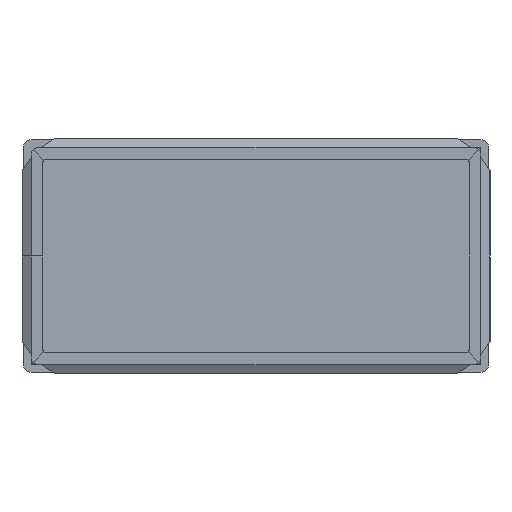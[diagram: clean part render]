
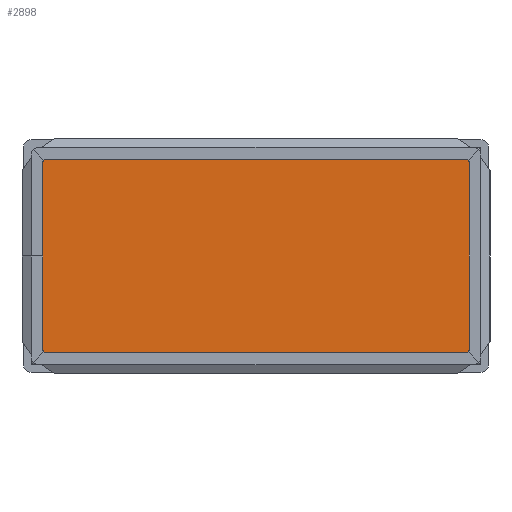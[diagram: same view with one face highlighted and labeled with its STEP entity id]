
A CAD part, front view. The second image highlights one B-rep face of the part: STEP entity #2898.
In plain terms, the highlighted planar face has unit normal (0, -1, 0).
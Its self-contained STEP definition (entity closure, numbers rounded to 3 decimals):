
#106 = CARTESIAN_POINT ( 'NONE',  ( -27.5, 19., 12.5 ) ) ;
#108 = ORIENTED_EDGE ( 'NONE', *, *, #208, .T. ) ;
#121 = CIRCLE ( 'NONE', #1925, 0.5 ) ;
#148 = VERTEX_POINT ( 'NONE', #589 ) ;
#150 = LINE ( 'NONE', #654, #175 ) ;
#173 = EDGE_CURVE ( 'NONE', #2335, #2070, #150, .T. ) ;
#175 = VECTOR ( 'NONE', #1885, 1000. ) ;
#184 = CIRCLE ( 'NONE', #1894, 0.5 ) ;
#208 = EDGE_CURVE ( 'NONE', #1838, #2475, #1322, .T. ) ;
#223 = DIRECTION ( 'NONE',  ( 0., 0., 1. ) ) ;
#249 = ORIENTED_EDGE ( 'NONE', *, *, #1541, .F. ) ;
#348 = ORIENTED_EDGE ( 'NONE', *, *, #2097, .F. ) ;
#384 = DIRECTION ( 'NONE',  ( 0., 0., 1. ) ) ;
#478 = CIRCLE ( 'NONE', #904, 0.5 ) ;
#482 = LINE ( 'NONE', #1470, #3132 ) ;
#527 = DIRECTION ( 'NONE',  ( 0., -1., 0. ) ) ;
#589 = CARTESIAN_POINT ( 'NONE',  ( -27.5, 19., 0. ) ) ;
#647 = DIRECTION ( 'NONE',  ( 0., -1., 0. ) ) ;
#654 = CARTESIAN_POINT ( 'NONE',  ( -27.5, 19., -12.5 ) ) ;
#703 = VERTEX_POINT ( 'NONE', #2717 ) ;
#739 = DIRECTION ( 'NONE',  ( 0., 0., 1. ) ) ;
#880 = CARTESIAN_POINT ( 'NONE',  ( 27., 19., -12. ) ) ;
#891 = LINE ( 'NONE', #106, #2714 ) ;
#904 = AXIS2_PLACEMENT_3D ( 'NONE', #1999, #2939, #223 ) ;
#956 = DIRECTION ( 'NONE',  ( 0., 1., 0. ) ) ;
#1117 = DIRECTION ( 'NONE',  ( 0., -1., 0. ) ) ;
#1138 = CARTESIAN_POINT ( 'NONE',  ( 27.5, 19., -12. ) ) ;
#1140 = CARTESIAN_POINT ( 'NONE',  ( 27.5, 19., 12. ) ) ;
#1189 = DIRECTION ( 'NONE',  ( 0., 0., 1. ) ) ;
#1322 = CIRCLE ( 'NONE', #2971, 0.5 ) ;
#1370 = VECTOR ( 'NONE', #1189, 1000. ) ;
#1470 = CARTESIAN_POINT ( 'NONE',  ( -27.5, 19., -12.5 ) ) ;
#1514 = AXIS2_PLACEMENT_3D ( 'NONE', #2175, #956, #3160 ) ;
#1516 = CARTESIAN_POINT ( 'NONE',  ( 27., 19., 12.5 ) ) ;
#1541 = EDGE_CURVE ( 'NONE', #2685, #148, #482, .T. ) ;
#1596 = ORIENTED_EDGE ( 'NONE', *, *, #2844, .T. ) ;
#1652 = CARTESIAN_POINT ( 'NONE',  ( 27.5, 19., -12.5 ) ) ;
#1674 = VECTOR ( 'NONE', #1937, 1000. ) ;
#1757 = CARTESIAN_POINT ( 'NONE',  ( 27., 19., 12. ) ) ;
#1838 = VERTEX_POINT ( 'NONE', #1140 ) ;
#1860 = EDGE_LOOP ( 'NONE', ( #2815, #108, #348, #2169, #1956, #249, #1596, #1875, #2023 ) ) ;
#1874 = DIRECTION ( 'NONE',  ( 1., 0., 0. ) ) ;
#1875 = ORIENTED_EDGE ( 'NONE', *, *, #173, .F. ) ;
#1885 = DIRECTION ( 'NONE',  ( -1., 0., 0. ) ) ;
#1894 = AXIS2_PLACEMENT_3D ( 'NONE', #2080, #1117, #384 ) ;
#1918 = CARTESIAN_POINT ( 'NONE',  ( -27.5, 19., -12.5 ) ) ;
#1925 = AXIS2_PLACEMENT_3D ( 'NONE', #880, #647, #2536 ) ;
#1937 = DIRECTION ( 'NONE',  ( 0., 0., -1. ) ) ;
#1956 = ORIENTED_EDGE ( 'NONE', *, *, #3153, .F. ) ;
#1999 = CARTESIAN_POINT ( 'NONE',  ( -27., 19., -12. ) ) ;
#2002 = DIRECTION ( 'NONE',  ( 0., 0., 1. ) ) ;
#2023 = ORIENTED_EDGE ( 'NONE', *, *, #2678, .T. ) ;
#2033 = EDGE_CURVE ( 'NONE', #703, #2557, #184, .T. ) ;
#2070 = VERTEX_POINT ( 'NONE', #2857 ) ;
#2080 = CARTESIAN_POINT ( 'NONE',  ( -27., 19., 12. ) ) ;
#2097 = EDGE_CURVE ( 'NONE', #703, #2475, #891, .T. ) ;
#2169 = ORIENTED_EDGE ( 'NONE', *, *, #2033, .T. ) ;
#2175 = CARTESIAN_POINT ( 'NONE',  ( 0., 19., 0. ) ) ;
#2304 = CARTESIAN_POINT ( 'NONE',  ( -27.5, 19., -12. ) ) ;
#2335 = VERTEX_POINT ( 'NONE', #3060 ) ;
#2396 = LINE ( 'NONE', #1918, #1370 ) ;
#2471 = FACE_OUTER_BOUND ( 'NONE', #1860, .T. ) ;
#2475 = VERTEX_POINT ( 'NONE', #1516 ) ;
#2504 = PLANE ( 'NONE',  #1514 ) ;
#2536 = DIRECTION ( 'NONE',  ( 0., 0., 1. ) ) ;
#2557 = VERTEX_POINT ( 'NONE', #2956 ) ;
#2622 = VERTEX_POINT ( 'NONE', #1138 ) ;
#2678 = EDGE_CURVE ( 'NONE', #2335, #2622, #121, .T. ) ;
#2685 = VERTEX_POINT ( 'NONE', #2304 ) ;
#2714 = VECTOR ( 'NONE', #1874, 1000. ) ;
#2717 = CARTESIAN_POINT ( 'NONE',  ( -27., 19., 12.5 ) ) ;
#2810 = EDGE_CURVE ( 'NONE', #1838, #2622, #2938, .T. ) ;
#2815 = ORIENTED_EDGE ( 'NONE', *, *, #2810, .F. ) ;
#2844 = EDGE_CURVE ( 'NONE', #2685, #2070, #478, .T. ) ;
#2857 = CARTESIAN_POINT ( 'NONE',  ( -27., 19., -12.5 ) ) ;
#2898 = ADVANCED_FACE ( 'NONE', ( #2471 ), #2504, .F. ) ;
#2938 = LINE ( 'NONE', #1652, #1674 ) ;
#2939 = DIRECTION ( 'NONE',  ( 0., -1., 0. ) ) ;
#2956 = CARTESIAN_POINT ( 'NONE',  ( -27.5, 19., 12. ) ) ;
#2971 = AXIS2_PLACEMENT_3D ( 'NONE', #1757, #527, #739 ) ;
#3060 = CARTESIAN_POINT ( 'NONE',  ( 27., 19., -12.5 ) ) ;
#3132 = VECTOR ( 'NONE', #2002, 1000. ) ;
#3153 = EDGE_CURVE ( 'NONE', #148, #2557, #2396, .T. ) ;
#3160 = DIRECTION ( 'NONE',  ( 0., 0., 1. ) ) ;
